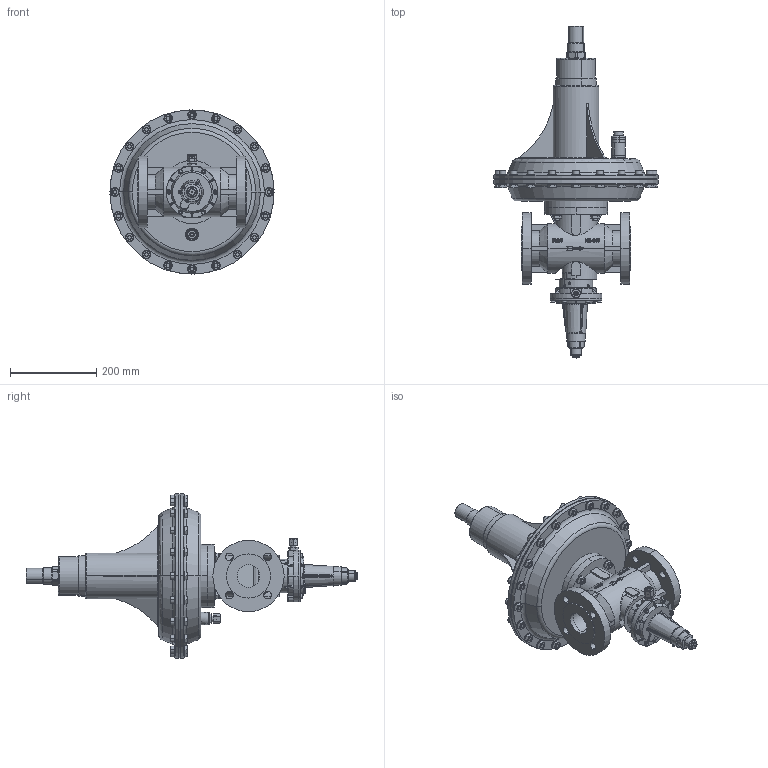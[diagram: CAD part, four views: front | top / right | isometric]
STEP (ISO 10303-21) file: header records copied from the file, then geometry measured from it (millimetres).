
FILE_DESCRIPTION (( 'STEP AP203' ), '1' );
FILE_NAME ('F50SH.STEP', '2020-04-14T08:44:45', ( '' ), ( '' ), 'SwSTEP 2.0', 'SolidWorks 2017', '' );
FILE_SCHEMA (( 'CONFIG_CONTROL_DESIGN' ));
Products named in the file (1): F50SH
Bounding box: 380 x 768.69 x 380 mm (x, y, z)
Volume: 6443717.1 mm3; surface area: 1604783.4 mm2
Topology: 129 solids, 129 shells, 3383 faces, 7921 edges, 4976 vertices
Faces by surface type: plane 1164, cylinder 1101, cone 686, bspline 214, torus 200, sphere 18
Entity records: 120940 total; most frequent: CARTESIAN_POINT 44475, ORIENTED_EDGE 15830, DIRECTION 15681, EDGE_CURVE 7915, AXIS2_PLACEMENT_3D 6246, VERTEX_POINT 4976, EDGE_LOOP 3941, FACE_OUTER_BOUND 3383
